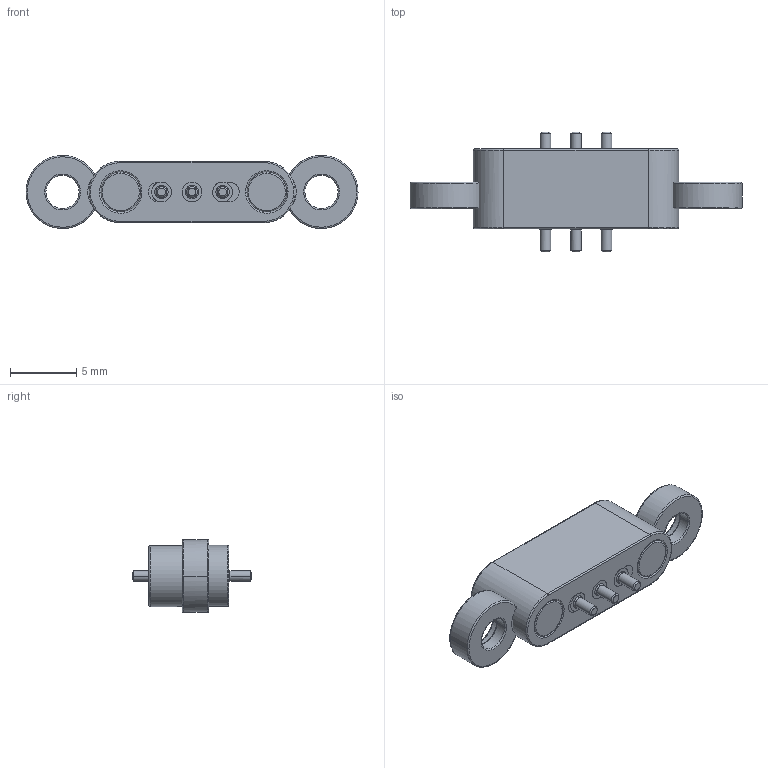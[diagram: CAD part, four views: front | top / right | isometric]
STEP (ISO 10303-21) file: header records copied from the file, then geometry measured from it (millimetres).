
FILE_DESCRIPTION(/* description */ (''),/* implementation_level */ '2;1');
FILE_NAME(/* name */ 'POGO pins',/* time_stamp */ '2024-02-23T14:24:54+01:00',/* author */ (''),/* organization */ (''),/* preprocessor_version */ 'ST-DEVELOPER v16.5',/* originating_system */ '',/* authorisation */ '');
FILE_SCHEMA (('CONFIG_CONTROL_DESIGN'));
Length unit declared in the file: millimetre
Products named in the file (1): Document
Bounding box: 25 x 9.02 x 5.5 mm (x, y, z)
Volume: 416.4 mm3; surface area: 982 mm2
Topology: 9 solids, 11 shells, 210 faces, 508 edges, 302 vertices
Faces by surface type: bspline 210
Entity records: 16101 total; most frequent: CARTESIAN_POINT 10041, B_SPLINE_CURVE_WITH_KNOTS 1030, ORIENTED_EDGE 956, PCURVE 956, DEFINITIONAL_REPRESENTATION 956, SURFACE_CURVE 494, EDGE_CURVE 494, VERTEX_POINT 302
